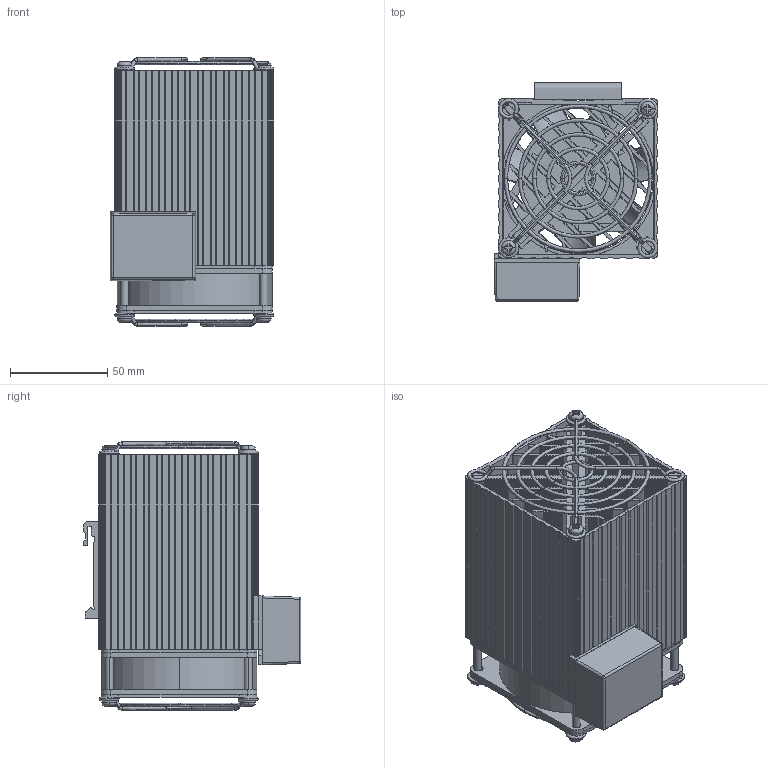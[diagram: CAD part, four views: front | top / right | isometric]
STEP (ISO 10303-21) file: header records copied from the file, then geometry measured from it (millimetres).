
FILE_DESCRIPTION(/* description */ (''),/* implementation_level */ '2;1');
FILE_NAME(/* name */ 'FSHT250',/* time_stamp */ '2014-05-30T15:41:14+02:00',/* author */ (''),/* organization */ (''),/* preprocessor_version */ 'ST-DEVELOPER v10',/* originating_system */ '',/* authorisation */ '');
FILE_SCHEMA (('CONFIG_CONTROL_DESIGN'));
Products named in the file (1): 1
Bounding box: 84.2 x 111.95 x 137.7 mm (x, y, z)
Volume: 287777.2 mm3; surface area: 255786.9 mm2
Topology: 74 solids, 74 shells, 2782 faces, 7793 edges, 5137 vertices
Faces by surface type: bspline 1951, plane 831
Entity records: 97923 total; most frequent: CARTESIAN_POINT 52866, ORIENTED_EDGE 15586, EDGE_CURVE 7793, B_SPLINE_CURVE_WITH_KNOTS 5381, VERTEX_POINT 5137, EDGE_LOOP 2822, ADVANCED_FACE 2782, FACE_OUTER_BOUND 2782
